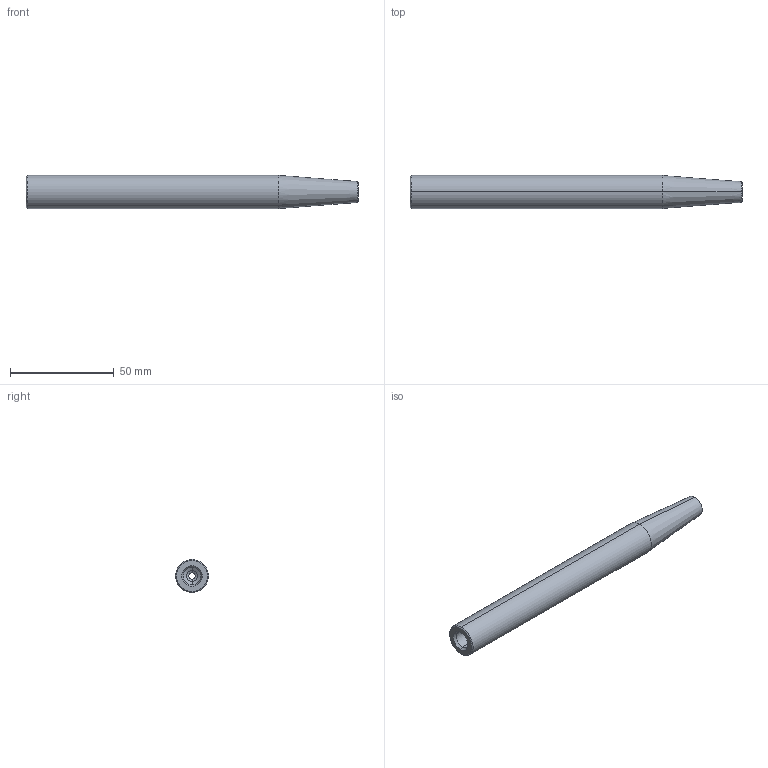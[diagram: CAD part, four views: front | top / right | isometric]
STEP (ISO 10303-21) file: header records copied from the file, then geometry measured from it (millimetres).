
FILE_DESCRIPTION (( 'STEP AP214' ), '1' );
FILE_NAME ('U16.S03.K01.160.STEP', '2023-09-18T13:43:43', ( '' ), ( '' ), 'SwSTEP 2.0', 'SolidWorks 2017', '' );
FILE_SCHEMA (( 'AUTOMOTIVE_DESIGN' ));
Length unit declared in the file: millimetre
Products named in the file (1): U16.S03.K01.160
Bounding box: 160 x 16 x 16 mm (x, y, z)
Volume: 21548.2 mm3; surface area: 11852.8 mm2
Topology: 1 solids, 1 shells, 24 faces, 48 edges, 26 vertices
Faces by surface type: cone 12, cylinder 8, torus 2, plane 2
Entity records: 698 total; most frequent: DIRECTION 126, CARTESIAN_POINT 99, ORIENTED_EDGE 96, AXIS2_PLACEMENT_3D 53, EDGE_CURVE 48, CIRCLE 28, EDGE_LOOP 26, VERTEX_POINT 26
